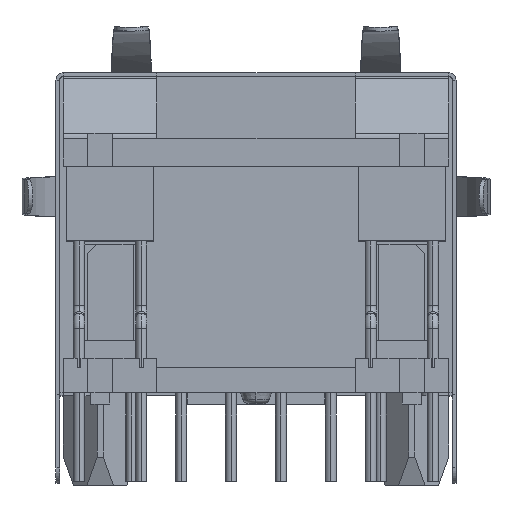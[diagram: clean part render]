
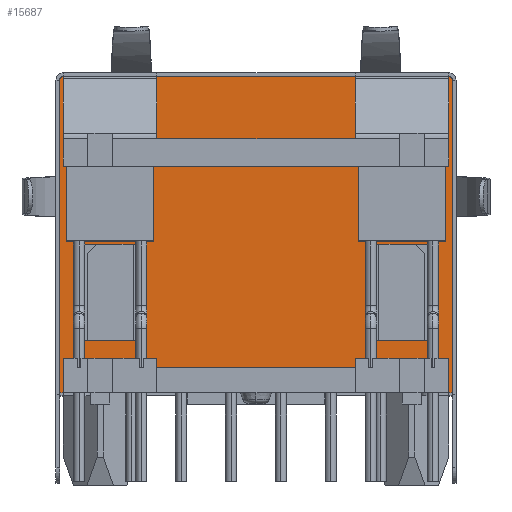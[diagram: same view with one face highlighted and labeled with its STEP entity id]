
A CAD part, top view. The second image highlights one B-rep face of the part: STEP entity #15687.
In plain terms, the highlighted planar face has unit normal (0, 0, 1).
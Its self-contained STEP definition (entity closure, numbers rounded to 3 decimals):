
#34 = LINE ( 'NONE', #5055, #16325 ) ;
#305 = CARTESIAN_POINT ( 'NONE',  ( -7.137, 6.502, 10.223 ) ) ;
#416 = ORIENTED_EDGE ( 'NONE', *, *, #13792, .F. ) ;
#492 = EDGE_LOOP ( 'NONE', ( #22099, #21811, #4403, #3463 ) ) ;
#765 = VECTOR ( 'NONE', #9313, 1000. ) ;
#1033 = CARTESIAN_POINT ( 'NONE',  ( 8.001, 0.445, 10.224 ) ) ;
#1047 = FACE_BOUND ( 'NONE', #11217, .T. ) ;
#1197 = VERTEX_POINT ( 'NONE', #13844 ) ;
#1251 = CARTESIAN_POINT ( 'NONE',  ( -7.137, 6.502, 10.223 ) ) ;
#1402 = LINE ( 'NONE', #5527, #12518 ) ;
#1513 = LINE ( 'NONE', #9852, #21829 ) ;
#1584 = VERTEX_POINT ( 'NONE', #1033 ) ;
#1751 = EDGE_LOOP ( 'NONE', ( #4872, #6737, #12584, #4847, #14859, #7256, #21862, #2902, #4732, #416 ) ) ;
#1798 = DIRECTION ( 'NONE',  ( 0., 1., 0. ) ) ;
#2051 = CARTESIAN_POINT ( 'NONE',  ( 4.75, 2.565, 10.223 ) ) ;
#2159 = CARTESIAN_POINT ( 'NONE',  ( 7.137, 6.502, 10.223 ) ) ;
#2281 = CARTESIAN_POINT ( 'NONE',  ( 7.849, 13.183, 10.224 ) ) ;
#2396 = EDGE_CURVE ( 'NONE', #5089, #10257, #7749, .T. ) ;
#2459 = VERTEX_POINT ( 'NONE', #5522 ) ;
#2902 = ORIENTED_EDGE ( 'NONE', *, *, #13730, .T. ) ;
#3024 = VECTOR ( 'NONE', #22362, 1000. ) ;
#3214 = VERTEX_POINT ( 'NONE', #8988 ) ;
#3258 = VECTOR ( 'NONE', #17343, 1000. ) ;
#3262 = EDGE_CURVE ( 'NONE', #5901, #4151, #7421, .T. ) ;
#3322 = DIRECTION ( 'NONE',  ( 1., 0., 0. ) ) ;
#3420 = ORIENTED_EDGE ( 'NONE', *, *, #11296, .T. ) ;
#3463 = ORIENTED_EDGE ( 'NONE', *, *, #20437, .T. ) ;
#3469 = VERTEX_POINT ( 'NONE', #1251 ) ;
#3767 = VECTOR ( 'NONE', #13583, 1000. ) ;
#4105 = VECTOR ( 'NONE', #17937, 1000. ) ;
#4151 = VERTEX_POINT ( 'NONE', #8981 ) ;
#4207 = VECTOR ( 'NONE', #19622, 1000. ) ;
#4403 = ORIENTED_EDGE ( 'NONE', *, *, #8251, .T. ) ;
#4530 = ORIENTED_EDGE ( 'NONE', *, *, #13380, .F. ) ;
#4732 = ORIENTED_EDGE ( 'NONE', *, *, #14603, .T. ) ;
#4791 = AXIS2_PLACEMENT_3D ( 'NONE', #9705, #21549, #20059 ) ;
#4847 = ORIENTED_EDGE ( 'NONE', *, *, #19119, .T. ) ;
#4872 = ORIENTED_EDGE ( 'NONE', *, *, #19430, .F. ) ;
#5055 = CARTESIAN_POINT ( 'NONE',  ( 7.849, 1.461, 10.224 ) ) ;
#5089 = VERTEX_POINT ( 'NONE', #15400 ) ;
#5317 = EDGE_CURVE ( 'NONE', #3469, #12942, #18754, .T. ) ;
#5358 = CARTESIAN_POINT ( 'NONE',  ( -7.137, 6.502, 10.223 ) ) ;
#5522 = CARTESIAN_POINT ( 'NONE',  ( -7.849, 1.46, 10.224 ) ) ;
#5527 = CARTESIAN_POINT ( 'NONE',  ( 7.137, 2.565, 10.223 ) ) ;
#5901 = VERTEX_POINT ( 'NONE', #16123 ) ;
#6122 = DIRECTION ( 'NONE',  ( 1., 0., 0. ) ) ;
#6243 = VERTEX_POINT ( 'NONE', #18802 ) ;
#6737 = ORIENTED_EDGE ( 'NONE', *, *, #3262, .T. ) ;
#6909 = CARTESIAN_POINT ( 'NONE',  ( -7.137, 2.565, 10.224 ) ) ;
#7256 = ORIENTED_EDGE ( 'NONE', *, *, #11674, .F. ) ;
#7374 = CARTESIAN_POINT ( 'NONE',  ( 4.75, 2.565, 10.223 ) ) ;
#7421 = CIRCLE ( 'NONE', #12191, 0.152 ) ;
#7749 = LINE ( 'NONE', #2051, #21824 ) ;
#7782 = EDGE_CURVE ( 'NONE', #11075, #4151, #11350, .T. ) ;
#8251 = EDGE_CURVE ( 'NONE', #16024, #22195, #12952, .T. ) ;
#8379 = VECTOR ( 'NONE', #1798, 1000. ) ;
#8582 = CARTESIAN_POINT ( 'NONE',  ( -4.75, 2.565, 10.224 ) ) ;
#8605 = VECTOR ( 'NONE', #10452, 1000. ) ;
#8981 = CARTESIAN_POINT ( 'NONE',  ( 7.849, 13.335, 10.224 ) ) ;
#8988 = CARTESIAN_POINT ( 'NONE',  ( 7.849, 1.461, 10.224 ) ) ;
#9313 = DIRECTION ( 'NONE',  ( 0., -1., 0. ) ) ;
#9386 = DIRECTION ( 'NONE',  ( 0., 1., 0. ) ) ;
#9650 = VERTEX_POINT ( 'NONE', #19215 ) ;
#9705 = CARTESIAN_POINT ( 'NONE',  ( -7.849, 13.183, 10.224 ) ) ;
#9767 = LINE ( 'NONE', #11799, #3024 ) ;
#9788 = CARTESIAN_POINT ( 'NONE',  ( 0., 0.445, 10.224 ) ) ;
#9846 = CARTESIAN_POINT ( 'NONE',  ( -8.001, 1.46, 10.224 ) ) ;
#9852 = CARTESIAN_POINT ( 'NONE',  ( -7.137, 2.565, 10.224 ) ) ;
#10257 = VERTEX_POINT ( 'NONE', #7374 ) ;
#10260 = LINE ( 'NONE', #305, #13240 ) ;
#10264 = LINE ( 'NONE', #12334, #8379 ) ;
#10452 = DIRECTION ( 'NONE',  ( -1., 0., 0. ) ) ;
#10517 = FACE_OUTER_BOUND ( 'NONE', #1751, .T. ) ;
#10536 = CARTESIAN_POINT ( 'NONE',  ( -4.75, 2.565, 10.224 ) ) ;
#10985 = LINE ( 'NONE', #17658, #4207 ) ;
#11075 = VERTEX_POINT ( 'NONE', #20520 ) ;
#11082 = CARTESIAN_POINT ( 'NONE',  ( -4.75, 2.565, 10.224 ) ) ;
#11133 = PLANE ( 'NONE',  #14154 ) ;
#11217 = EDGE_LOOP ( 'NONE', ( #3420, #14884, #4530, #15456 ) ) ;
#11296 = EDGE_CURVE ( 'NONE', #10257, #15286, #10264, .T. ) ;
#11350 = LINE ( 'NONE', #16198, #11637 ) ;
#11524 = CARTESIAN_POINT ( 'NONE',  ( -7.849, 0.444, 10.224 ) ) ;
#11637 = VECTOR ( 'NONE', #21333, 1000. ) ;
#11674 = EDGE_CURVE ( 'NONE', #13006, #6243, #18033, .T. ) ;
#11799 = CARTESIAN_POINT ( 'NONE',  ( 0., 0.445, 10.224 ) ) ;
#12072 = VECTOR ( 'NONE', #16722, 1000. ) ;
#12154 = FACE_BOUND ( 'NONE', #492, .T. ) ;
#12191 = AXIS2_PLACEMENT_3D ( 'NONE', #2281, #19614, #19693 ) ;
#12334 = CARTESIAN_POINT ( 'NONE',  ( 4.75, 2.565, 10.223 ) ) ;
#12518 = VECTOR ( 'NONE', #21226, 1000. ) ;
#12584 = ORIENTED_EDGE ( 'NONE', *, *, #7782, .F. ) ;
#12762 = CARTESIAN_POINT ( 'NONE',  ( -4.75, 6.502, 10.223 ) ) ;
#12941 = CARTESIAN_POINT ( 'NONE',  ( 0., 1.46, 10.224 ) ) ;
#12942 = VERTEX_POINT ( 'NONE', #12762 ) ;
#12952 = LINE ( 'NONE', #10536, #8605 ) ;
#13006 = VERTEX_POINT ( 'NONE', #11524 ) ;
#13240 = VECTOR ( 'NONE', #15783, 1000. ) ;
#13257 = CARTESIAN_POINT ( 'NONE',  ( 4.75, 6.502, 10.223 ) ) ;
#13380 = EDGE_CURVE ( 'NONE', #5089, #22305, #1402, .T. ) ;
#13583 = DIRECTION ( 'NONE',  ( 0., -1., 0. ) ) ;
#13730 = EDGE_CURVE ( 'NONE', #2459, #3214, #34, .T. ) ;
#13792 = EDGE_CURVE ( 'NONE', #1584, #9650, #9767, .T. ) ;
#13844 = CARTESIAN_POINT ( 'NONE',  ( -8.001, 13.183, 10.224 ) ) ;
#14154 = AXIS2_PLACEMENT_3D ( 'NONE', #12941, #16233, #6122 ) ;
#14453 = CARTESIAN_POINT ( 'NONE',  ( 7.849, 1.461, 10.224 ) ) ;
#14603 = EDGE_CURVE ( 'NONE', #3214, #9650, #14940, .T. ) ;
#14859 = ORIENTED_EDGE ( 'NONE', *, *, #19237, .T. ) ;
#14884 = ORIENTED_EDGE ( 'NONE', *, *, #15503, .T. ) ;
#14940 = LINE ( 'NONE', #14453, #4105 ) ;
#15019 = EDGE_CURVE ( 'NONE', #16024, #12942, #15202, .T. ) ;
#15202 = LINE ( 'NONE', #11082, #19259 ) ;
#15286 = VERTEX_POINT ( 'NONE', #13257 ) ;
#15400 = CARTESIAN_POINT ( 'NONE',  ( 7.137, 2.565, 10.223 ) ) ;
#15456 = ORIENTED_EDGE ( 'NONE', *, *, #2396, .T. ) ;
#15503 = EDGE_CURVE ( 'NONE', #15286, #22305, #10260, .T. ) ;
#15687 = ADVANCED_FACE ( 'NONE', ( #1047, #12154, #10517 ), #11133, .T. ) ;
#15783 = DIRECTION ( 'NONE',  ( 1., 0., 0. ) ) ;
#16024 = VERTEX_POINT ( 'NONE', #8582 ) ;
#16123 = CARTESIAN_POINT ( 'NONE',  ( 8.001, 13.183, 10.224 ) ) ;
#16198 = CARTESIAN_POINT ( 'NONE',  ( 7.849, 13.335, 10.224 ) ) ;
#16233 = DIRECTION ( 'NONE',  ( 0., 0., 1. ) ) ;
#16246 = LINE ( 'NONE', #16337, #765 ) ;
#16325 = VECTOR ( 'NONE', #3322, 1000. ) ;
#16337 = CARTESIAN_POINT ( 'NONE',  ( 8.001, 1.461, 10.224 ) ) ;
#16722 = DIRECTION ( 'NONE',  ( -1., 0., 0. ) ) ;
#17343 = DIRECTION ( 'NONE',  ( 1., 0., 0. ) ) ;
#17658 = CARTESIAN_POINT ( 'NONE',  ( -7.849, 1.46, 10.224 ) ) ;
#17937 = DIRECTION ( 'NONE',  ( 0., -1., 0. ) ) ;
#18033 = LINE ( 'NONE', #9788, #12072 ) ;
#18754 = LINE ( 'NONE', #5358, #3258 ) ;
#18802 = CARTESIAN_POINT ( 'NONE',  ( -8.001, 0.444, 10.224 ) ) ;
#19119 = EDGE_CURVE ( 'NONE', #11075, #1197, #20570, .T. ) ;
#19215 = CARTESIAN_POINT ( 'NONE',  ( 7.849, 0.445, 10.224 ) ) ;
#19237 = EDGE_CURVE ( 'NONE', #1197, #6243, #22168, .T. ) ;
#19244 = DIRECTION ( 'NONE',  ( -1., 0., 0. ) ) ;
#19259 = VECTOR ( 'NONE', #9386, 1000. ) ;
#19430 = EDGE_CURVE ( 'NONE', #5901, #1584, #16246, .T. ) ;
#19614 = DIRECTION ( 'NONE',  ( 0., 0., 1. ) ) ;
#19622 = DIRECTION ( 'NONE',  ( 0., -1., 0. ) ) ;
#19693 = DIRECTION ( 'NONE',  ( 1., 0., 0. ) ) ;
#20059 = DIRECTION ( 'NONE',  ( 1., 0., 0. ) ) ;
#20357 = DIRECTION ( 'NONE',  ( 0., 1., 0. ) ) ;
#20437 = EDGE_CURVE ( 'NONE', #22195, #3469, #1513, .T. ) ;
#20520 = CARTESIAN_POINT ( 'NONE',  ( -7.849, 13.335, 10.224 ) ) ;
#20570 = CIRCLE ( 'NONE', #4791, 0.152 ) ;
#21226 = DIRECTION ( 'NONE',  ( 0., 1., 0. ) ) ;
#21263 = EDGE_CURVE ( 'NONE', #2459, #13006, #10985, .T. ) ;
#21333 = DIRECTION ( 'NONE',  ( 1., 0., 0. ) ) ;
#21549 = DIRECTION ( 'NONE',  ( 0., 0., 1. ) ) ;
#21811 = ORIENTED_EDGE ( 'NONE', *, *, #15019, .F. ) ;
#21824 = VECTOR ( 'NONE', #19244, 1000. ) ;
#21829 = VECTOR ( 'NONE', #20357, 1000. ) ;
#21862 = ORIENTED_EDGE ( 'NONE', *, *, #21263, .F. ) ;
#22099 = ORIENTED_EDGE ( 'NONE', *, *, #5317, .T. ) ;
#22168 = LINE ( 'NONE', #9846, #3767 ) ;
#22195 = VERTEX_POINT ( 'NONE', #6909 ) ;
#22305 = VERTEX_POINT ( 'NONE', #2159 ) ;
#22362 = DIRECTION ( 'NONE',  ( -1., 0., 0. ) ) ;
